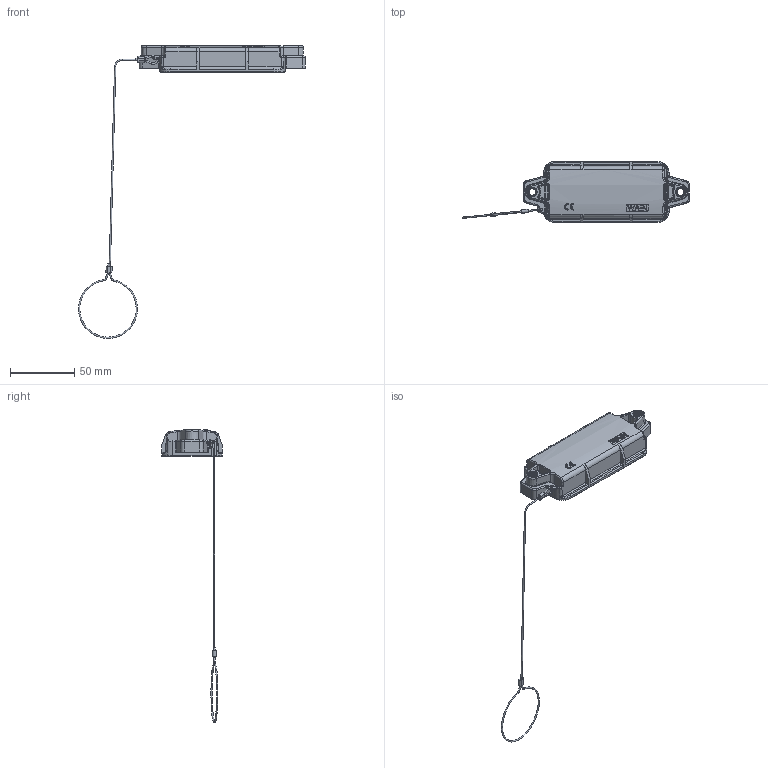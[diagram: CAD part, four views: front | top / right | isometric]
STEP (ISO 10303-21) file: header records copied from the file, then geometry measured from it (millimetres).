
FILE_DESCRIPTION(/* description */ (''),/* implementation_level */ '2;1');
FILE_NAME(/* name */ '3D_1150160208500_HP16B-CV-2H_1_V1.0.stp',/* time_stamp */ '2023-06-28T17:18:49+08:00',/* author */ (''),/* organization */ (''),/* preprocessor_version */ 'ST-DEVELOPER v18.1',/* originating_system */ 'SIEMENS PLM Software NX 1980',/* authorisation */ '');
FILE_SCHEMA (('AUTOMOTIVE_DESIGN { 1 0 10303 214 3 1 1 1 }'));
Products named in the file (1): 3D_1150160208500_HP16B-CV-2H_1_V1.0
Bounding box: 176.17 x 47.37 x 227.38 mm (x, y, z)
Volume: 26687 mm3; surface area: 25440.5 mm2
Topology: 1 solids, 1 shells, 1298 faces, 3922 edges, 2461 vertices
Faces by surface type: plane 758, cylinder 276, torus 141, sphere 46, bspline 45, cone 25, extrusion 7
Full cylindrical faces by diameter (mm): 1 x8, 6.497 x2, 7 x4, 7.496 x2
Entity records: 54517 total; most frequent: CARTESIAN_POINT 21167, ORIENTED_EDGE 7636, DIRECTION 5992, EDGE_CURVE 3818, VERTEX_POINT 2430, VECTOR 2016, LINE 2009, AXIS2_PLACEMENT_3D 1988
